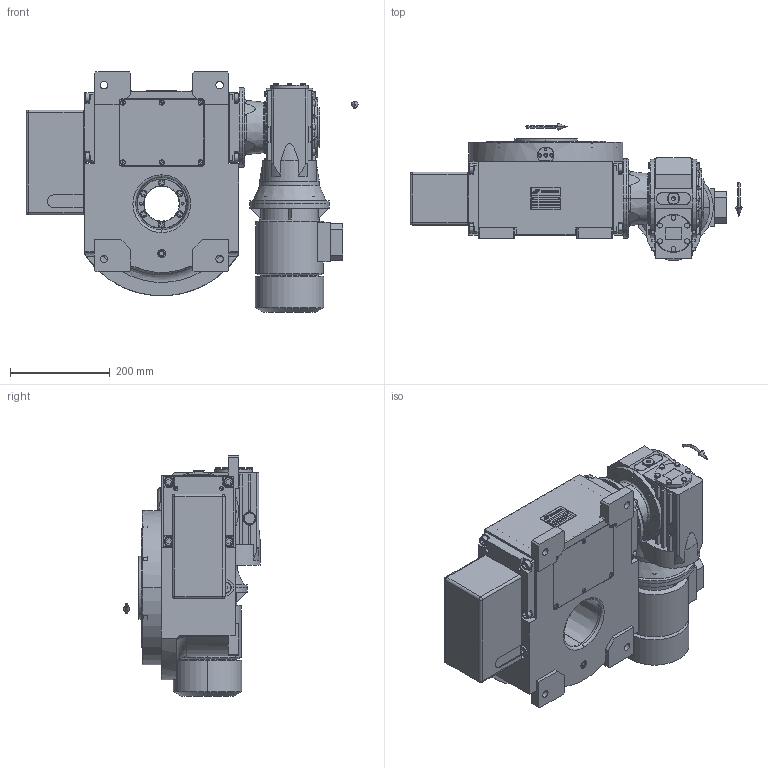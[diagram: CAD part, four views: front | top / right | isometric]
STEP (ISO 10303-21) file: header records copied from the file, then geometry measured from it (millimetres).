
FILE_DESCRIPTION (( 'STEP AP203' ), '1' );
FILE_NAME ('PC5201808.step', '2026-02-04T11:16:09', ( '' ), ( '' ), 'SwSTEP 2.0', 'SolidWorks 2020', '' );
FILE_SCHEMA (( 'CONFIG_CONTROL_DESIGN' ));
Length unit declared in the file: millimetre
Products named in the file (90): CFN2155_01_195.stp; RIG09_005_AF0.stp; cfn2000_01_099; cfn2000_01_081; CFN2000_01_185.stp; rig09_007_master; cfn2003_01_054; CFN2223_02_003.stp; AS_cfn2476_01_002_60x46; cfn2115_02_057; cfn2077_01_036; AS_rig09_017; CFN2223_02_004.stp; rig09_002_s_003; RIG09_021_AF0.stp; cfn2000_01_126; CFN2356_03_053.stp; AS_rig09_004; CBF70_F3_SX_71B5; CFN2104_02_018.stp; freccia_angolare_albero; 3_04_130_00; rig09_017; RIG09_005_ASM.stp; AS_rig09_071_6_m; AS_900_38_30_003; cfn2107_01_001; cfn2000_01_161; cfn2000_01_151; cfn2070_05_009; cfn2128_04_002; cfn2476_01_002_60x46; cfn2151_01_167; cfn2115_02_160; freccia_angolare; cfn2276_01_056; cfn2151_01_115; AS_rig09_002_s_003; cfn2205_01_015; CFN2010_01_020.stp ...
Assembly tree (78 placements, depth 5):
  rig09_007_master
  CFN2223_02_003.stp
  cfn2115_02_057
  cfn2077_01_036
  CFN2223_02_004.stp
Bounding box: 666.5 x 275 x 483 mm (x, y, z)
Volume: 11481040.3 mm3; surface area: 1883973.4 mm2
Topology: 67 solids, 83 shells, 3283 faces, 8106 edges, 5155 vertices
Faces by surface type: plane 1601, cylinder 979, cone 523, torus 170, sphere 8, bspline 2
Entity records: 116685 total; most frequent: CARTESIAN_POINT 30251, DIRECTION 16284, ORIENTED_EDGE 15834, EDGE_CURVE 7919, AXIS2_PLACEMENT_3D 5936, VERTEX_POINT 5093, VECTOR 4412, LINE 4412
